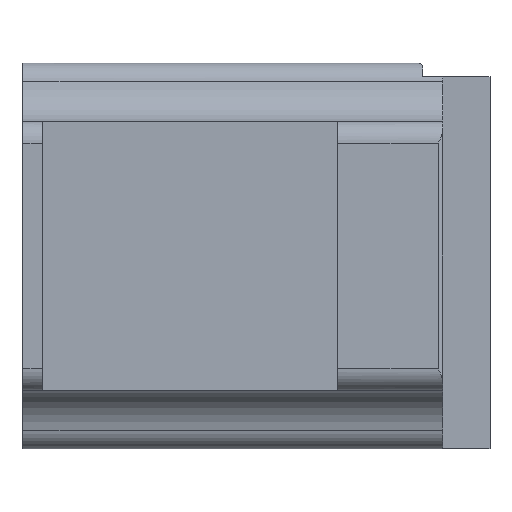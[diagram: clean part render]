
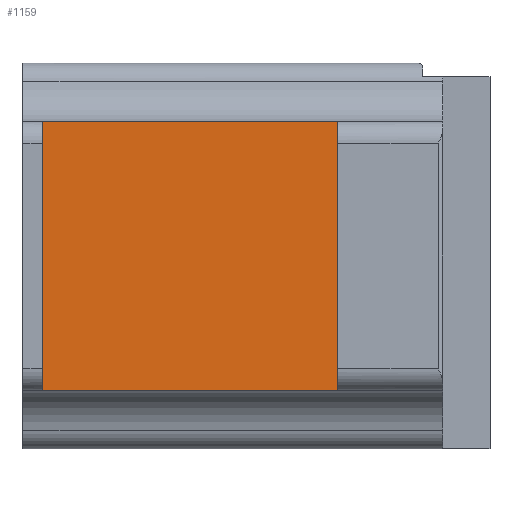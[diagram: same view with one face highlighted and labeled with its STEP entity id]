
A CAD part, left-side view. The second image highlights one B-rep face of the part: STEP entity #1159.
In plain terms, the highlighted planar face has unit normal (-1, 0, 0).
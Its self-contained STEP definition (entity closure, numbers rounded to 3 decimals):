
#58=LINE('',#1569,#137);
#59=LINE('',#1574,#138);
#106=LINE('',#1735,#185);
#107=LINE('',#1736,#186);
#137=VECTOR('',#1307,1000.);
#138=VECTOR('',#1312,1000.);
#185=VECTOR('',#1455,1000.);
#186=VECTOR('',#1456,1000.);
#387=ORIENTED_EDGE('',*,*,#476,.T.);
#388=ORIENTED_EDGE('',*,*,#550,.F.);
#389=ORIENTED_EDGE('',*,*,#478,.T.);
#390=ORIENTED_EDGE('',*,*,#551,.T.);
#476=EDGE_CURVE('',#593,#598,#58,.T.);
#478=EDGE_CURVE('',#601,#599,#59,.F.);
#550=EDGE_CURVE('',#601,#598,#106,.T.);
#551=EDGE_CURVE('',#599,#593,#107,.T.);
#593=VERTEX_POINT('',#1554);
#598=VERTEX_POINT('',#1568);
#599=VERTEX_POINT('',#1572);
#601=VERTEX_POINT('',#1575);
#724=EDGE_LOOP('',(#387,#388,#389,#390));
#771=FACE_BOUND('',#724,.T.);
#801=PLANE('',#1243);
#1159=ADVANCED_FACE('',(#771),#801,.T.);
#1243=AXIS2_PLACEMENT_3D('',#1734,#1453,#1454);
#1307=DIRECTION('',(0.,-1.,0.));
#1312=DIRECTION('',(0.,-1.,0.));
#1453=DIRECTION('',(-1.,0.,0.));
#1454=DIRECTION('',(0.,0.,1.));
#1455=DIRECTION('',(0.,0.,-1.));
#1456=DIRECTION('',(0.,0.,-1.));
#1554=CARTESIAN_POINT('',(-47.22,48.95,-14.703));
#1568=CARTESIAN_POINT('',(-47.22,16.65,-14.703));
#1569=CARTESIAN_POINT('',(-47.22,31.05,-14.703));
#1572=CARTESIAN_POINT('',(-47.22,48.95,14.703));
#1574=CARTESIAN_POINT('',(-47.22,31.05,14.703));
#1575=CARTESIAN_POINT('',(-47.22,16.65,14.703));
#1734=CARTESIAN_POINT('',(-47.22,16.65,20.5));
#1735=CARTESIAN_POINT('',(-47.22,16.65,20.5));
#1736=CARTESIAN_POINT('',(-47.22,48.95,20.5));
